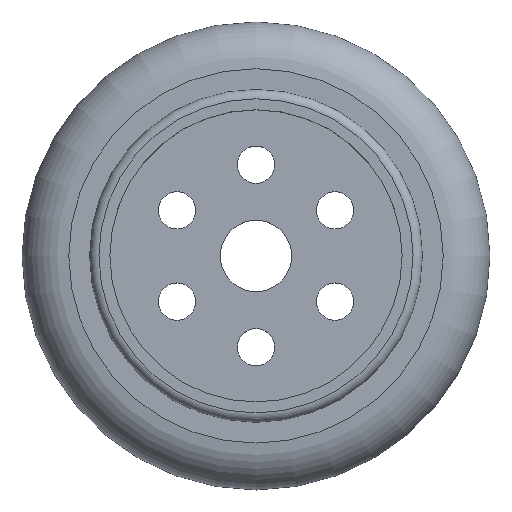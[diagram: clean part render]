
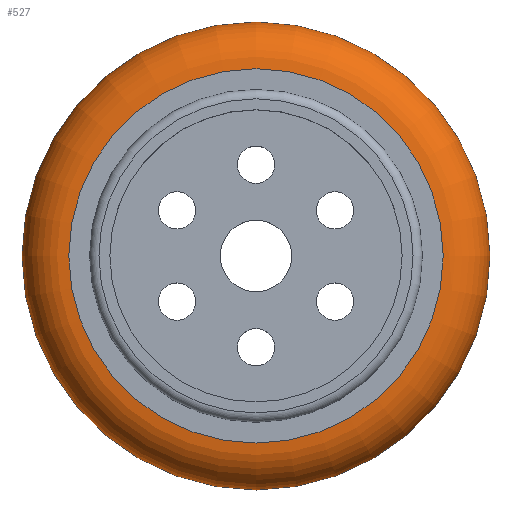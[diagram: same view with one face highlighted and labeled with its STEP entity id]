
A CAD part, top view. The second image highlights one B-rep face of the part: STEP entity #527.
In plain terms, the highlighted toroidal (fillet/blend) face has major radius 120 mm and minor radius 30 mm.
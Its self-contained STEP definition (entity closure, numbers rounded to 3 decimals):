
#476=CARTESIAN_POINT('',(150.0,0.0,10.0));
#477=VERTEX_POINT('',#476);
#478=CARTESIAN_POINT('',(0.0,0.0,10.0));
#479=DIRECTION('',(0.0,0.0,1.0));
#480=DIRECTION('',(-1.0,0.0,0.0));
#481=AXIS2_PLACEMENT_3D('',#478,#479,#480);
#482=CIRCLE('',#481,150.0);
#483=EDGE_CURVE('n� 319',#477,#477,#482,.T.);
#508=ORIENTED_EDGE('n� 318',*,*,#483,.T.);
#509=EDGE_LOOP('',(#508));
#510=FACE_OUTER_BOUND('',#509,.T.);
#511=CARTESIAN_POINT('',(120.0,-0.0,40.0));
#512=VERTEX_POINT('',#511);
#513=CARTESIAN_POINT('',(0.0,0.0,40.0));
#514=DIRECTION('',(-0.0,-0.0,-1.0));
#515=DIRECTION('',(-1.0,0.0,0.0));
#516=AXIS2_PLACEMENT_3D('',#513,#514,#515);
#517=CIRCLE('',#516,120.0);
#518=EDGE_CURVE('n� 283',#512,#512,#517,.T.);
#519=ORIENTED_EDGE('n� 282',*,*,#518,.T.);
#520=EDGE_LOOP('',(#519));
#521=FACE_OUTER_BOUND('',#520,.T.);
#522=CARTESIAN_POINT('',(0.0,0.0,10.0));
#523=DIRECTION('',(0.0,0.0,1.0));
#524=DIRECTION('',(1.0,0.0,0.0));
#525=AXIS2_PLACEMENT_3D('',#522,#523,#524);
#526=TOROIDAL_SURFACE('',#525,120.0,30.0);
#527=ADVANCED_FACE('n� 302',(#510,#521),#526,.T.);
